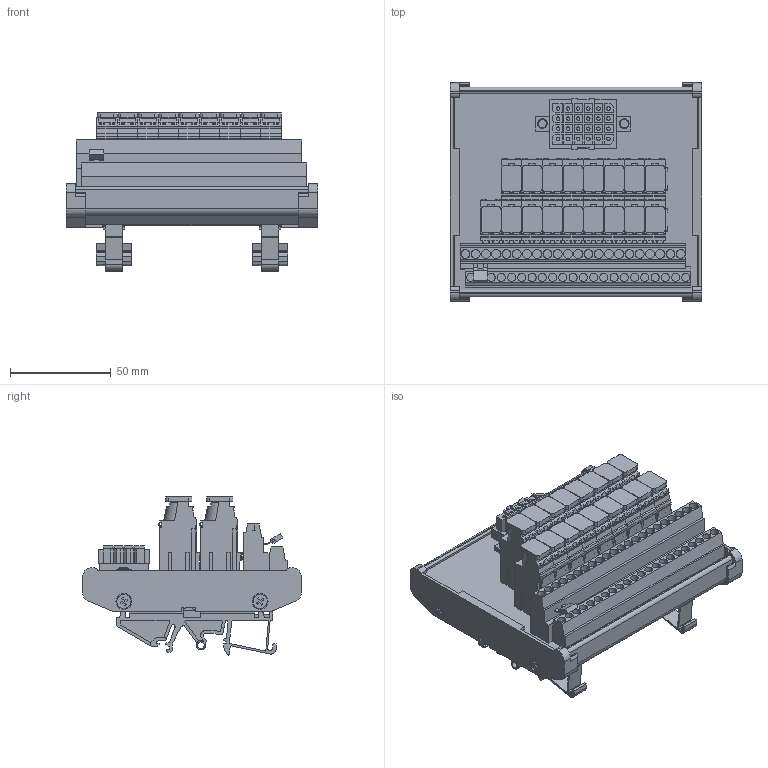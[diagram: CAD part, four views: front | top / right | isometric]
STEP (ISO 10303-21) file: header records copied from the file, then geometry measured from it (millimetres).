
FILE_DESCRIPTION(('CATIA V5R22 STEP214','CAx-IF Rec.Pracs.--- Model Styling and Organization---1.4--- 2014-01-23'),'2;1');
FILE_NAME ('034052-1_0', '2023-07-26T06:50:03+00:00', ('Weidmueller Interface'), ('Weidmueller'), 'CATIA Version 5-6 Release 2016 SP3 HF44', 'CATIA V5 STEP AP214', 'none');
FILE_SCHEMA(('AUTOMOTIVE_DESIGN { 1 0 10303 214 1 1 1 1 }'));
Products named in the file (1): 9441560000_RS 16IO 2W F R S
Bounding box: 124.5 x 108.2 x 78.36 mm (x, y, z)
Volume: 248364 mm3; surface area: 152657.7 mm2
Topology: 1 solids, 241 shells, 6737 faces, 18593 edges, 12323 vertices
Faces by surface type: plane 5459, cylinder 987, bspline 257, cone 34
Entity records: 234392 total; most frequent: CARTESIAN_POINT 61216, ORIENTED_EDGE 37186, DIRECTION 29256, EDGE_CURVE 18593, VECTOR 15106, LINE 15106, VERTEX_POINT 12323, AXIS2_PLACEMENT_3D 7671
